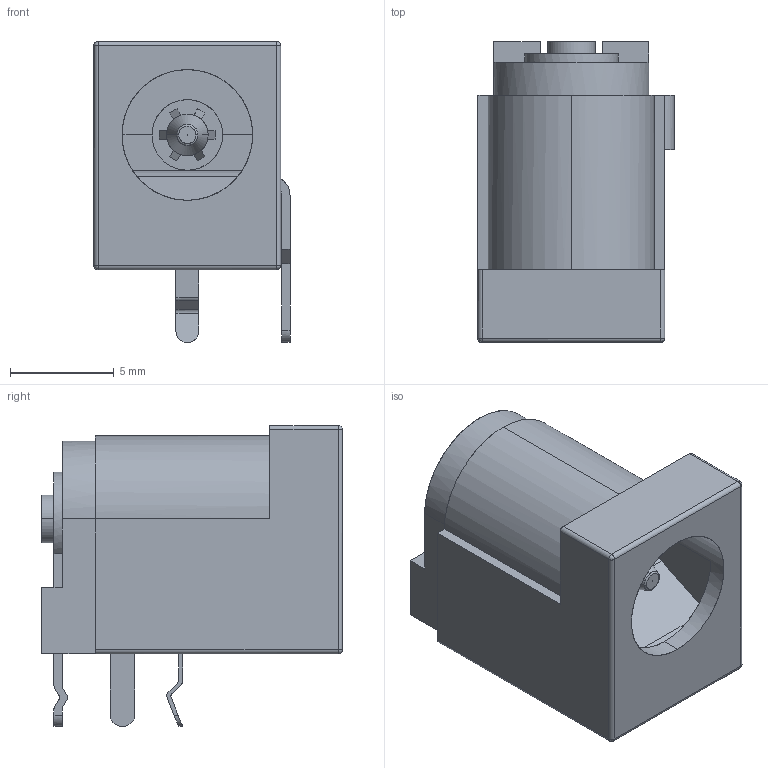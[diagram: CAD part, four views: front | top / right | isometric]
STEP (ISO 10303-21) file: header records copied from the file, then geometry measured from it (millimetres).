
FILE_DESCRIPTION(('FreeCAD Model'),'2;1');
FILE_NAME('DC power 2.1-2.5 socket.step','2014-12-09T08:32:59',('FreeCAD'),('FreeCAD') ,'Open CASCADE STEP processor 6.6','FreeCAD','Unknown');
FILE_SCHEMA(('AUTOMOTIVE_DESIGN_CC2 { 1 2 10303 214 -1 1 5 4 }'));
Length unit declared in the file: millimetre
Products named in the file (6): Body; Fitted_spindle; Internal_spring; Rear_pin; Bottom_pin; Side_pin
Bounding box: 9.45 x 14.5 x 14.5 mm (x, y, z)
Surface area: 1633.2 mm2 (no closed solid volume)
Topology: 0 solids, 282 shells, 282 faces, 1546 edges, 1538 vertices
Faces by surface type: bspline 180, revolution 102
Entity records: 45596 total; most frequent: CARTESIAN_POINT 24177, DIRECTION 2343, LINE 2239, VECTOR 2239, ORIENTED_EDGE 1538, EDGE_CURVE 1538, VERTEX_POINT 1538, SURFACE_CURVE 1538
